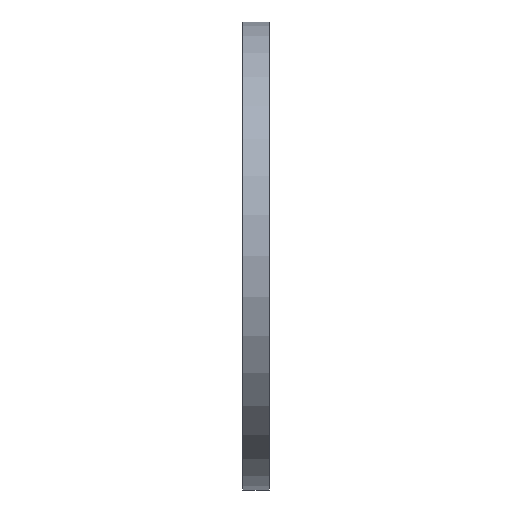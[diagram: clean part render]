
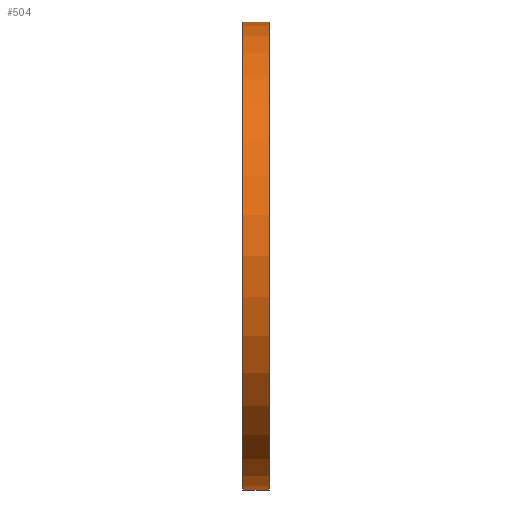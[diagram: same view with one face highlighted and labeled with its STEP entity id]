
A CAD part, left-side view. The second image highlights one B-rep face of the part: STEP entity #504.
In plain terms, the highlighted cylindrical face has radius 335 mm (diameter 670 mm), a partial arc.
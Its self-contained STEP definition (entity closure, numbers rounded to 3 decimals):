
#55 = CIRCLE ( 'NONE', #970, 335. ) ;
#182 = ORIENTED_EDGE ( 'NONE', *, *, #261, .F. ) ;
#226 = VERTEX_POINT ( 'NONE', #485 ) ;
#255 = VECTOR ( 'NONE', #1536, 1000. ) ;
#261 = EDGE_CURVE ( 'NONE', #770, #1587, #360, .T. ) ;
#281 = CARTESIAN_POINT ( 'NONE',  ( 0., 38., 0. ) ) ;
#360 = LINE ( 'NONE', #1030, #1505 ) ;
#485 = CARTESIAN_POINT ( 'NONE',  ( 0., 0., 335. ) ) ;
#504 = ADVANCED_FACE ( 'NONE', ( #1242 ), #960, .T. ) ;
#566 = VERTEX_POINT ( 'NONE', #1253 ) ;
#701 = CARTESIAN_POINT ( 'NONE',  ( 0., 34.695, 335. ) ) ;
#744 = AXIS2_PLACEMENT_3D ( 'NONE', #1641, #1105, #1498 ) ;
#770 = VERTEX_POINT ( 'NONE', #1615 ) ;
#826 = DIRECTION ( 'NONE',  ( 0., 0., 1. ) ) ;
#903 = EDGE_CURVE ( 'NONE', #770, #226, #55, .T. ) ;
#926 = EDGE_CURVE ( 'NONE', #226, #566, #1419, .T. ) ;
#960 = CYLINDRICAL_SURFACE ( 'NONE', #744, 335. ) ;
#970 = AXIS2_PLACEMENT_3D ( 'NONE', #994, #974, #1661 ) ;
#974 = DIRECTION ( 'NONE',  ( 0., 1., 0. ) ) ;
#994 = CARTESIAN_POINT ( 'NONE',  ( 0., 0., 0. ) ) ;
#1004 = AXIS2_PLACEMENT_3D ( 'NONE', #281, #1755, #826 ) ;
#1030 = CARTESIAN_POINT ( 'NONE',  ( 0., 34.695, -335. ) ) ;
#1105 = DIRECTION ( 'NONE',  ( 0., 1., 0. ) ) ;
#1242 = FACE_OUTER_BOUND ( 'NONE', #1566, .T. ) ;
#1253 = CARTESIAN_POINT ( 'NONE',  ( 0., 38., 335. ) ) ;
#1290 = CIRCLE ( 'NONE', #1004, 335. ) ;
#1322 = ORIENTED_EDGE ( 'NONE', *, *, #1325, .F. ) ;
#1325 = EDGE_CURVE ( 'NONE', #1587, #566, #1290, .T. ) ;
#1367 = ORIENTED_EDGE ( 'NONE', *, *, #903, .T. ) ;
#1419 = LINE ( 'NONE', #701, #255 ) ;
#1444 = CARTESIAN_POINT ( 'NONE',  ( 0., 38., -335. ) ) ;
#1498 = DIRECTION ( 'NONE',  ( 0., 0., 1. ) ) ;
#1505 = VECTOR ( 'NONE', #1548, 1000. ) ;
#1536 = DIRECTION ( 'NONE',  ( 0., 1., 0. ) ) ;
#1548 = DIRECTION ( 'NONE',  ( 0., 1., 0. ) ) ;
#1566 = EDGE_LOOP ( 'NONE', ( #182, #1367, #1758, #1322 ) ) ;
#1587 = VERTEX_POINT ( 'NONE', #1444 ) ;
#1615 = CARTESIAN_POINT ( 'NONE',  ( 0., 0., -335. ) ) ;
#1641 = CARTESIAN_POINT ( 'NONE',  ( 0., 34.695, 0. ) ) ;
#1661 = DIRECTION ( 'NONE',  ( 0., 0., 1. ) ) ;
#1755 = DIRECTION ( 'NONE',  ( 0., 1., 0. ) ) ;
#1758 = ORIENTED_EDGE ( 'NONE', *, *, #926, .T. ) ;
